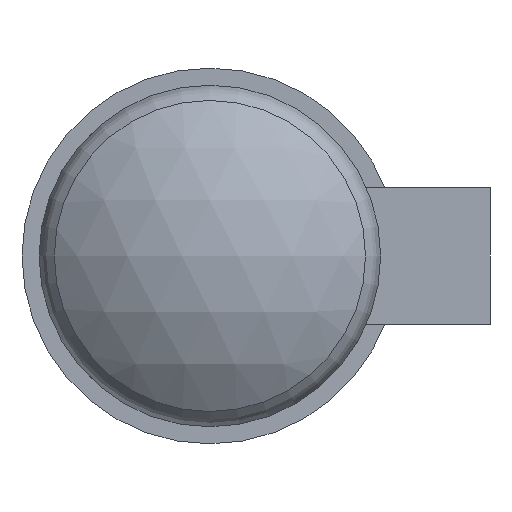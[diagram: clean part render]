
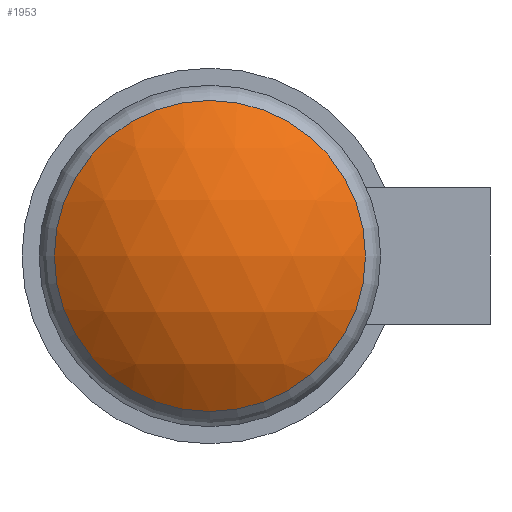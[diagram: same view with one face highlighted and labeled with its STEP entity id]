
A CAD part, left-side view. The second image highlights one B-rep face of the part: STEP entity #1953.
In plain terms, the highlighted spherical face has radius 92.075 mm.
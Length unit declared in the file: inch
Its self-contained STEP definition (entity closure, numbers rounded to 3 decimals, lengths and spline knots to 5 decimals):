
#56=SPHERICAL_SURFACE('',#2159,3.625);
#473=FACE_OUTER_BOUND('',#605,.T.);
#605=EDGE_LOOP('',(#1614,#1615));
#724=CIRCLE('',#2160,2.27686);
#725=CIRCLE('',#2161,2.27686);
#907=VERTEX_POINT('',#3391);
#908=VERTEX_POINT('',#3392);
#1161=EDGE_CURVE('',#907,#908,#724,.T.);
#1162=EDGE_CURVE('',#908,#907,#725,.T.);
#1614=ORIENTED_EDGE('',*,*,#1161,.F.);
#1615=ORIENTED_EDGE('',*,*,#1162,.F.);
#1953=ADVANCED_FACE('',(#473),#56,.T.);
#2159=AXIS2_PLACEMENT_3D('',#3390,#2634,#2635);
#2160=AXIS2_PLACEMENT_3D('',#3393,#2636,#2637);
#2161=AXIS2_PLACEMENT_3D('',#3394,#2638,#2639);
#2634=DIRECTION('center_axis',(0.,0.,1.));
#2635=DIRECTION('ref_axis',(-1.,-0.003,0.));
#2636=DIRECTION('center_axis',(1.,0.,0.));
#2637=DIRECTION('ref_axis',(0.,0.,-1.));
#2638=DIRECTION('center_axis',(1.,0.,0.));
#2639=DIRECTION('ref_axis',(0.,0.,-1.));
#3390=CARTESIAN_POINT('Origin',(-6.375,0.,0.));
#3391=CARTESIAN_POINT('',(-9.19573,2.27686,0.));
#3392=CARTESIAN_POINT('',(-9.19573,0.,2.27686));
#3393=CARTESIAN_POINT('Origin',(-9.19573,0.,0.));
#3394=CARTESIAN_POINT('Origin',(-9.19573,0.,0.));
